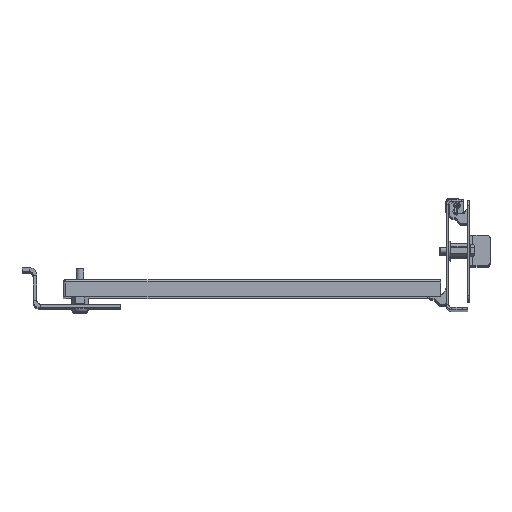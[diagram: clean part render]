
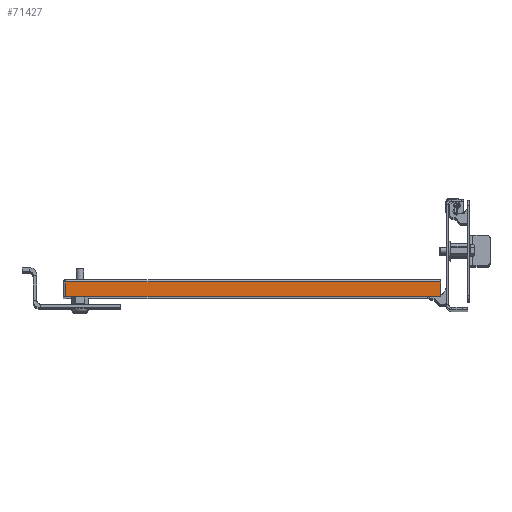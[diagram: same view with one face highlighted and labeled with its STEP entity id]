
A CAD part, top view. The second image highlights one B-rep face of the part: STEP entity #71427.
In plain terms, the highlighted planar face has unit normal (0, 0, 1).
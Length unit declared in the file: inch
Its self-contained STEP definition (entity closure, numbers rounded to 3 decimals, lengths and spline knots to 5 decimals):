
#2313 = VECTOR ( 'NONE', #36059, 39.37008 ) ;
#3398 = EDGE_CURVE ( 'NONE', #39240, #92630, #50234, .T. ) ;
#3920 = LINE ( 'NONE', #17137, #88290 ) ;
#5696 = ORIENTED_EDGE ( 'NONE', *, *, #3398, .T. ) ;
#13717 = FACE_OUTER_BOUND ( 'NONE', #77085, .T. ) ;
#14938 = DIRECTION ( 'NONE',  ( 0., -1., 0. ) ) ;
#16524 = DIRECTION ( 'NONE',  ( 0., 1., 0. ) ) ;
#17137 = CARTESIAN_POINT ( 'NONE',  ( 0.11811, -0.854, 30. ) ) ;
#20312 = DIRECTION ( 'NONE',  ( 1., 0., 0. ) ) ;
#27795 = DIRECTION ( 'NONE',  ( -1., 0., 0. ) ) ;
#30365 = CARTESIAN_POINT ( 'NONE',  ( 0., -0.854, 30. ) ) ;
#31326 = VERTEX_POINT ( 'NONE', #48647 ) ;
#31886 = CARTESIAN_POINT ( 'NONE',  ( 18.8125, -0.11811, 30. ) ) ;
#34962 = PLANE ( 'NONE',  #76862 ) ;
#36059 = DIRECTION ( 'NONE',  ( 1., 0., 0. ) ) ;
#39240 = VERTEX_POINT ( 'NONE', #74795 ) ;
#42423 = LINE ( 'NONE', #49517, #78383 ) ;
#48647 = CARTESIAN_POINT ( 'NONE',  ( 0.11811, -0.11811, 30. ) ) ;
#49517 = CARTESIAN_POINT ( 'NONE',  ( 0., -0.11811, 30. ) ) ;
#50234 = LINE ( 'NONE', #30365, #2313 ) ;
#55222 = ORIENTED_EDGE ( 'NONE', *, *, #90085, .T. ) ;
#57067 = VECTOR ( 'NONE', #16524, 39.37008 ) ;
#58105 = LINE ( 'NONE', #79770, #57067 ) ;
#58227 = ORIENTED_EDGE ( 'NONE', *, *, #61397, .T. ) ;
#61397 = EDGE_CURVE ( 'NONE', #31326, #39240, #3920, .T. ) ;
#71427 = ADVANCED_FACE ( 'NONE', ( #13717 ), #34962, .T. ) ;
#74795 = CARTESIAN_POINT ( 'NONE',  ( 0.11811, -0.854, 30. ) ) ;
#76862 = AXIS2_PLACEMENT_3D ( 'NONE', #76971, #91100, #20312 ) ;
#76971 = CARTESIAN_POINT ( 'NONE',  ( 0., -0.854, 30. ) ) ;
#77085 = EDGE_LOOP ( 'NONE', ( #55222, #58227, #5696, #77639 ) ) ;
#77639 = ORIENTED_EDGE ( 'NONE', *, *, #87055, .T. ) ;
#78383 = VECTOR ( 'NONE', #27795, 39.37008 ) ;
#79448 = VERTEX_POINT ( 'NONE', #31886 ) ;
#79770 = CARTESIAN_POINT ( 'NONE',  ( 18.8125, -0.854, 30. ) ) ;
#83035 = CARTESIAN_POINT ( 'NONE',  ( 18.8125, -0.854, 30. ) ) ;
#87055 = EDGE_CURVE ( 'NONE', #92630, #79448, #58105, .T. ) ;
#88290 = VECTOR ( 'NONE', #14938, 39.37008 ) ;
#90085 = EDGE_CURVE ( 'NONE', #79448, #31326, #42423, .T. ) ;
#91100 = DIRECTION ( 'NONE',  ( 0., 0., 1. ) ) ;
#92630 = VERTEX_POINT ( 'NONE', #83035 ) ;
